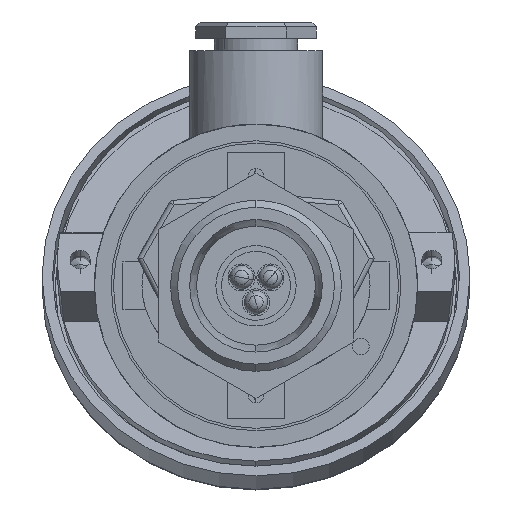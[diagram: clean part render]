
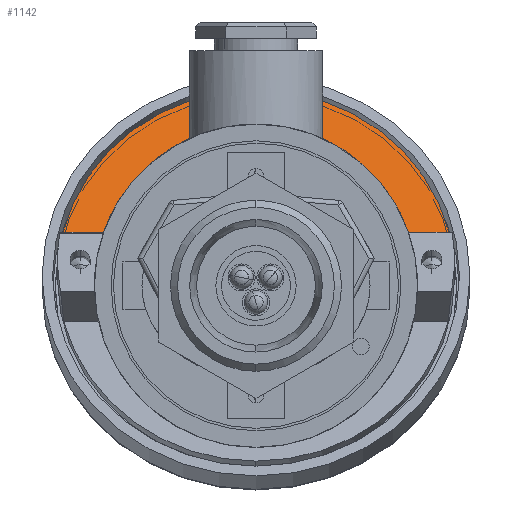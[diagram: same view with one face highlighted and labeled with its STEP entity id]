
A CAD part, front view. The second image highlights one B-rep face of the part: STEP entity #1142.
In plain terms, the highlighted planar face has unit normal (0, -0.935, 0.355).
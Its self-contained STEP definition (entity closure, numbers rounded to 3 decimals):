
#12 = FACE_OUTER_BOUND ( 'NONE', #2082, .T. ) ;
#546 = ORIENTED_EDGE ( 'NONE', *, *, #17035, .T. ) ;
#1142 = ADVANCED_FACE ( 'NONE', ( #12 ), #6119, .F. ) ;
#1350 = DIRECTION ( 'NONE',  ( 0., 0.355, 0.935 ) ) ;
#2082 = EDGE_LOOP ( 'NONE', ( #5801, #19377, #18744, #546, #3343, #2802 ) ) ;
#2117 = CARTESIAN_POINT ( 'NONE',  ( 0., 82.419, 41.157 ) ) ;
#2733 = CARTESIAN_POINT ( 'NONE',  ( 41.751, 70.987, 11.086 ) ) ;
#2802 = ORIENTED_EDGE ( 'NONE', *, *, #17154, .T. ) ;
#2814 = DIRECTION ( 'NONE',  ( 1., 0., 0. ) ) ;
#2855 = CARTESIAN_POINT ( 'NONE',  ( 27.246, 76.384, 25.282 ) ) ;
#2951 = VERTEX_POINT ( 'NONE', #14515 ) ;
#3148 = CARTESIAN_POINT ( 'NONE',  ( 32.142, 70.987, 11.086 ) ) ;
#3191 = EDGE_CURVE ( 'NONE', #17705, #13178, #6112, .T. ) ;
#3343 = ORIENTED_EDGE ( 'NONE', *, *, #5589, .T. ) ;
#3384 = CARTESIAN_POINT ( 'NONE',  ( -27.246, 76.384, 25.282 ) ) ;
#4306 = LINE ( 'NONE', #11740, #4799 ) ;
#4662 = DIRECTION ( 'NONE',  ( 0., 0.935, -0.355 ) ) ;
#4799 = VECTOR ( 'NONE', #2814, 1000. ) ;
#5252 = CARTESIAN_POINT ( 'NONE',  ( -32.142, 70.987, 11.086 ) ) ;
#5561 = EDGE_CURVE ( 'NONE', #16134, #8009, #16169, .T. ) ;
#5589 = EDGE_CURVE ( 'NONE', #2951, #18352, #8008, .T. ) ;
#5801 = ORIENTED_EDGE ( 'NONE', *, *, #5561, .F. ) ;
#6015 = DIRECTION ( 'NONE',  ( 0., 0.355, 0.935 ) ) ;
#6112 =( BOUNDED_CURVE ( )  B_SPLINE_CURVE ( 3, ( #3148, #2855, #19224, #9129 ),
 .UNSPECIFIED., .F., .T. ) 
 B_SPLINE_CURVE_WITH_KNOTS ( ( 4, 4 ),
 ( 1.903, 3.142 ),
 .UNSPECIFIED. ) 
 CURVE ( )  GEOMETRIC_REPRESENTATION_ITEM ( )  RATIONAL_B_SPLINE_CURVE ( ( 1., 0.876, 0.876, 1. ) ) 
 REPRESENTATION_ITEM ( '' )  );
#6119 = PLANE ( 'NONE',  #7445 ) ;
#6310 = CARTESIAN_POINT ( 'NONE',  ( 0., 79.698, 34. ) ) ;
#6511 = CARTESIAN_POINT ( 'NONE',  ( -15.017, 79.698, 34. ) ) ;
#6651 = AXIS2_PLACEMENT_3D ( 'NONE', #16641, #15465, #13902 ) ;
#7445 = AXIS2_PLACEMENT_3D ( 'NONE', #18087, #4662, #6015 ) ;
#8008 = CIRCLE ( 'NONE', #9567, 41.75 ) ;
#8009 = VERTEX_POINT ( 'NONE', #13758 ) ;
#9129 = CARTESIAN_POINT ( 'NONE',  ( 0., 79.698, 34. ) ) ;
#9553 = CARTESIAN_POINT ( 'NONE',  ( -32.142, 70.987, 11.086 ) ) ;
#9567 = AXIS2_PLACEMENT_3D ( 'NONE', #17849, #19106, #1350 ) ;
#10419 = CIRCLE ( 'NONE', #6651, 41.75 ) ;
#10842 = CARTESIAN_POINT ( 'NONE',  ( 0., 79.698, 34. ) ) ;
#11028 = CARTESIAN_POINT ( 'NONE',  ( 32.142, 70.987, 11.086 ) ) ;
#11740 = CARTESIAN_POINT ( 'NONE',  ( 0., 70.987, 11.086 ) ) ;
#11950 = DIRECTION ( 'NONE',  ( -1., 0., 0. ) ) ;
#13178 = VERTEX_POINT ( 'NONE', #6310 ) ;
#13758 = CARTESIAN_POINT ( 'NONE',  ( -40.636, 70.987, 11.086 ) ) ;
#13902 = DIRECTION ( 'NONE',  ( 0., 0.355, 0.935 ) ) ;
#14515 = CARTESIAN_POINT ( 'NONE',  ( 40.636, 70.987, 11.086 ) ) ;
#15078 =( BOUNDED_CURVE ( )  B_SPLINE_CURVE ( 3, ( #10842, #6511, #3384, #9553 ),
 .UNSPECIFIED., .F., .F. ) 
 B_SPLINE_CURVE_WITH_KNOTS ( ( 4, 4 ),
 ( 3.142, 4.38 ),
 .UNSPECIFIED. ) 
 CURVE ( )  GEOMETRIC_REPRESENTATION_ITEM ( )  RATIONAL_B_SPLINE_CURVE ( ( 1., 0.876, 0.876, 1. ) ) 
 REPRESENTATION_ITEM ( '' )  );
#15465 = DIRECTION ( 'NONE',  ( 0., -0.935, 0.355 ) ) ;
#16134 = VERTEX_POINT ( 'NONE', #5252 ) ;
#16169 = LINE ( 'NONE', #2733, #17729 ) ;
#16641 = CARTESIAN_POINT ( 'NONE',  ( 0., 67.583, 2.132 ) ) ;
#17035 = EDGE_CURVE ( 'NONE', #17705, #2951, #4306, .T. ) ;
#17154 = EDGE_CURVE ( 'NONE', #18352, #8009, #10419, .T. ) ;
#17705 = VERTEX_POINT ( 'NONE', #11028 ) ;
#17729 = VECTOR ( 'NONE', #11950, 1000. ) ;
#17849 = CARTESIAN_POINT ( 'NONE',  ( 0., 67.583, 2.132 ) ) ;
#18087 = CARTESIAN_POINT ( 'NONE',  ( 0., 67.583, 2.132 ) ) ;
#18352 = VERTEX_POINT ( 'NONE', #2117 ) ;
#18744 = ORIENTED_EDGE ( 'NONE', *, *, #3191, .F. ) ;
#18763 = EDGE_CURVE ( 'NONE', #13178, #16134, #15078, .T. ) ;
#19106 = DIRECTION ( 'NONE',  ( 0., -0.935, 0.355 ) ) ;
#19224 = CARTESIAN_POINT ( 'NONE',  ( 15.017, 79.698, 34. ) ) ;
#19377 = ORIENTED_EDGE ( 'NONE', *, *, #18763, .F. ) ;
